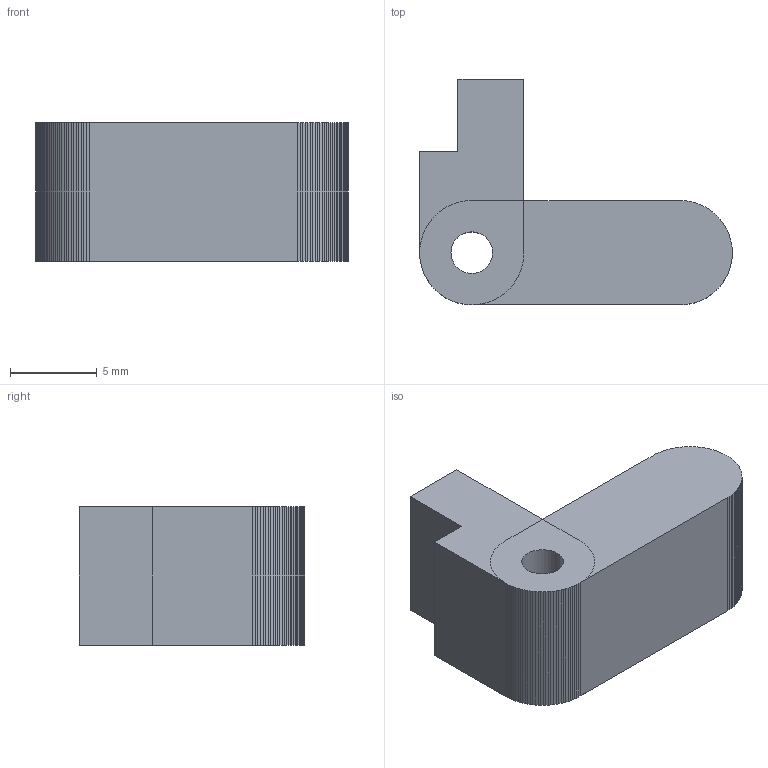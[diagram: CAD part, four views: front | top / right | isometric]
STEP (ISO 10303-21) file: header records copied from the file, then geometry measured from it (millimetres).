
FILE_DESCRIPTION(('FreeCAD Model'),'2;1');
FILE_NAME('Open CASCADE Shape Model','2024-01-10T22:31:00',(''),(''), 'Open CASCADE STEP processor 7.6','FreeCAD','Unknown');
FILE_SCHEMA(('AUTOMOTIVE_DESIGN { 1 0 10303 214 1 1 1 1 }'));
Length unit declared in the file: millimetre
Products named in the file (1): difference
Bounding box: 18 x 13 x 8 mm (x, y, z)
Volume: 1043.3 mm3; surface area: 786.2 mm2
Topology: 1 solids, 1 shells, 108 faces, 434 edges, 328 vertices
Faces by surface type: plane 107, cylinder 1
Full cylindrical faces by diameter (mm): 2.4 x1
Entity records: 10225 total; most frequent: CARTESIAN_POINT 1759, DIRECTION 1507, LINE 1284, VECTOR 1284, ORIENTED_EDGE 868, PCURVE 868, DEFINITIONAL_REPRESENTATION 868, EDGE_CURVE 434
